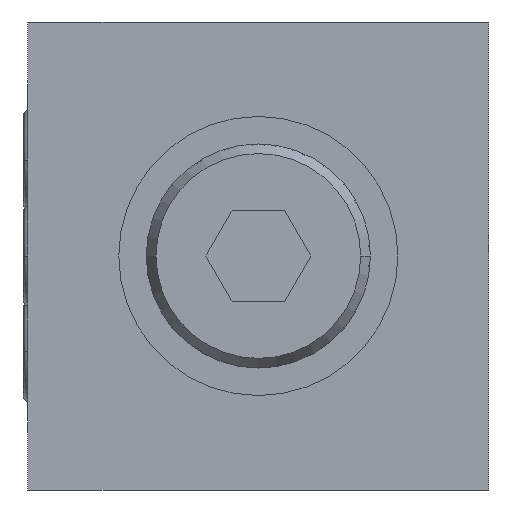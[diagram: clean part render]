
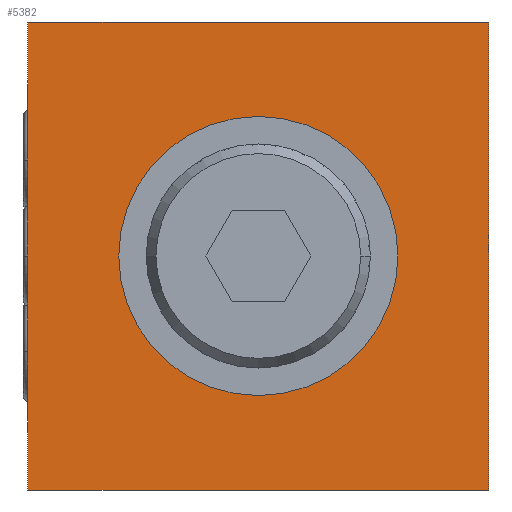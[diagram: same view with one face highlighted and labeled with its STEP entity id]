
A CAD part, front view. The second image highlights one B-rep face of the part: STEP entity #5382.
In plain terms, the highlighted planar face has unit normal (0, -1, 0).
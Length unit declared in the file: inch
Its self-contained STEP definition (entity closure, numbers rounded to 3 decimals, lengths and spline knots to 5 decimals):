
#26=DIRECTION('',(0.,0.,-1.));
#27=VECTOR('',#26,2.);
#28=CARTESIAN_POINT('',(-0.985,-1.8125,1.));
#29=LINE('',#28,#27);
#128=DIRECTION('',(1.,0.,0.));
#129=VECTOR('',#128,1.97);
#130=CARTESIAN_POINT('',(-0.985,-1.8125,-1.));
#131=LINE('',#130,#129);
#132=DIRECTION('',(1.,0.,0.));
#133=VECTOR('',#132,1.97);
#134=CARTESIAN_POINT('',(-0.985,-1.8125,1.));
#135=LINE('',#134,#133);
#136=CARTESIAN_POINT('',(0.,-1.8125,0.));
#137=DIRECTION('',(0.,-1.,0.));
#138=DIRECTION('',(0.,0.,1.));
#139=AXIS2_PLACEMENT_3D('',#136,#137,#138);
#141=CARTESIAN_POINT('',(0.,-1.8125,0.));
#142=DIRECTION('',(0.,-1.,0.));
#143=DIRECTION('',(0.,0.,-1.));
#144=AXIS2_PLACEMENT_3D('',#141,#142,#143);
#158=DIRECTION('',(0.,0.,-1.));
#159=VECTOR('',#158,2.);
#160=CARTESIAN_POINT('',(0.985,-1.8125,1.));
#161=LINE('',#160,#159);
#4377=CARTESIAN_POINT('',(-0.985,-1.8125,1.));
#4378=VERTEX_POINT('',#4377);
#4379=CARTESIAN_POINT('',(-0.985,-1.8125,-1.));
#4380=VERTEX_POINT('',#4379);
#4385=CARTESIAN_POINT('',(0.985,-1.8125,1.));
#4386=VERTEX_POINT('',#4385);
#4387=CARTESIAN_POINT('',(0.985,-1.8125,-1.));
#4388=VERTEX_POINT('',#4387);
#4528=CARTESIAN_POINT('',(0.,-1.8125,0.5965));
#4529=CARTESIAN_POINT('',(0.,-1.8125,-0.5965));
#4530=VERTEX_POINT('',#4528);
#4531=VERTEX_POINT('',#4529);
#5363=CARTESIAN_POINT('',(-0.985,-1.8125,1.));
#5364=DIRECTION('',(0.,-1.,0.));
#5365=DIRECTION('',(0.,0.,-1.));
#5366=AXIS2_PLACEMENT_3D('',#5363,#5364,#5365);
#5367=PLANE('',#5366);
#5368=ORIENTED_EDGE('',*,*,#5252,.F.);
#5370=ORIENTED_EDGE('',*,*,#5369,.T.);
#5372=ORIENTED_EDGE('',*,*,#5371,.T.);
#5373=ORIENTED_EDGE('',*,*,#5348,.F.);
#5374=EDGE_LOOP('',(#5368,#5370,#5372,#5373));
#5375=FACE_OUTER_BOUND('',#5374,.F.);
#5377=ORIENTED_EDGE('',*,*,#5376,.T.);
#5379=ORIENTED_EDGE('',*,*,#5378,.T.);
#5380=EDGE_LOOP('',(#5377,#5379));
#5381=FACE_BOUND('',#5380,.F.);
#140=CIRCLE('',#139,0.5965);
#145=CIRCLE('',#144,0.5965);
#5252=EDGE_CURVE('',#4378,#4380,#29,.T.);
#5348=EDGE_CURVE('',#4380,#4388,#131,.T.);
#5369=EDGE_CURVE('',#4378,#4386,#135,.T.);
#5371=EDGE_CURVE('',#4386,#4388,#161,.T.);
#5376=EDGE_CURVE('',#4530,#4531,#140,.T.);
#5378=EDGE_CURVE('',#4531,#4530,#145,.T.);
#5382=ADVANCED_FACE('',(#5375,#5381),#5367,.T.);
